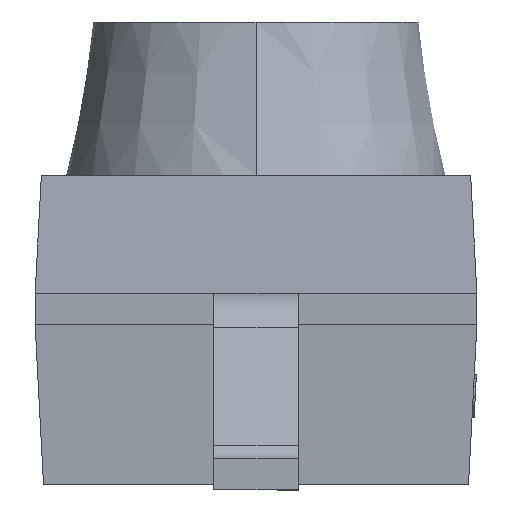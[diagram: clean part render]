
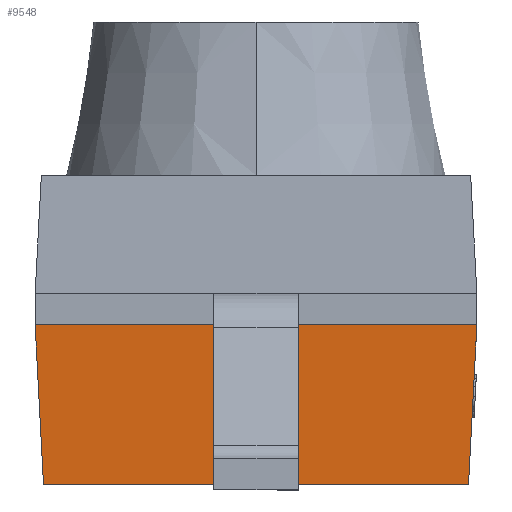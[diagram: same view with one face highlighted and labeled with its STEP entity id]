
A CAD part, left-side view. The second image highlights one B-rep face of the part: STEP entity #9548.
In plain terms, the highlighted planar face has unit normal (-0.999, 0, -0.052).
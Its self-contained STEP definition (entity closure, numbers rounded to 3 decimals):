
#112 = ORIENTED_EDGE ( 'NONE', *, *, #1631, .T. ) ;
#494 = EDGE_CURVE ( 'NONE', #15016, #3691, #2357, .T. ) ;
#666 = CARTESIAN_POINT ( 'NONE',  ( -1.05, 1.05, 0.76 ) ) ;
#765 = CARTESIAN_POINT ( 'NONE',  ( -1.01, 0., 0. ) ) ;
#893 = EDGE_CURVE ( 'NONE', #9385, #1246, #7491, .T. ) ;
#982 = EDGE_CURVE ( 'NONE', #15016, #1246, #10094, .T. ) ;
#1246 = VERTEX_POINT ( 'NONE', #11939 ) ;
#1631 = EDGE_CURVE ( 'NONE', #5159, #3691, #15538, .T. ) ;
#1764 = CARTESIAN_POINT ( 'NONE',  ( -1.05, -0.2, 0.76 ) ) ;
#2099 = DIRECTION ( 'NONE',  ( 0., -1., 0. ) ) ;
#2110 = VECTOR ( 'NONE', #5973, 1000. ) ;
#2357 = LINE ( 'NONE', #6020, #8403 ) ;
#2462 = CARTESIAN_POINT ( 'NONE',  ( -1.05, 1.05, 0.76 ) ) ;
#3013 = EDGE_CURVE ( 'NONE', #5159, #11568, #16455, .T. ) ;
#3691 = VERTEX_POINT ( 'NONE', #10799 ) ;
#3859 = DIRECTION ( 'NONE',  ( -0.052, -0.052, 0.997 ) ) ;
#3947 = CARTESIAN_POINT ( 'NONE',  ( -1.05, -1.05, 0.76 ) ) ;
#5088 = EDGE_LOOP ( 'NONE', ( #13085, #9739, #6878, #7627, #112, #6358 ) ) ;
#5159 = VERTEX_POINT ( 'NONE', #8816 ) ;
#5874 = DIRECTION ( 'NONE',  ( -0.052, 0.052, 0.997 ) ) ;
#5894 = EDGE_CURVE ( 'NONE', #11568, #9385, #9741, .T. ) ;
#5973 = DIRECTION ( 'NONE',  ( 0., 1., 0. ) ) ;
#6020 = CARTESIAN_POINT ( 'NONE',  ( -1.05, 1.05, 0.76 ) ) ;
#6355 = CARTESIAN_POINT ( 'NONE',  ( -1.05, 1.05, 0.76 ) ) ;
#6358 = ORIENTED_EDGE ( 'NONE', *, *, #494, .F. ) ;
#6878 = ORIENTED_EDGE ( 'NONE', *, *, #5894, .F. ) ;
#7491 = LINE ( 'NONE', #2462, #15182 ) ;
#7627 = ORIENTED_EDGE ( 'NONE', *, *, #3013, .F. ) ;
#7636 = VECTOR ( 'NONE', #8817, 1000. ) ;
#8403 = VECTOR ( 'NONE', #2099, 1000. ) ;
#8625 = DIRECTION ( 'NONE',  ( 0.999, 0., 0.052 ) ) ;
#8816 = CARTESIAN_POINT ( 'NONE',  ( -1.01, -1.01, 0. ) ) ;
#8817 = DIRECTION ( 'NONE',  ( 0., 1., 0. ) ) ;
#9385 = VERTEX_POINT ( 'NONE', #14230 ) ;
#9548 = ADVANCED_FACE ( 'NONE', ( #15316 ), #16498, .F. ) ;
#9739 = ORIENTED_EDGE ( 'NONE', *, *, #893, .F. ) ;
#9741 = LINE ( 'NONE', #666, #12511 ) ;
#10094 = LINE ( 'NONE', #16356, #7636 ) ;
#10184 = DIRECTION ( 'NONE',  ( 0., -1., 0. ) ) ;
#10271 = VECTOR ( 'NONE', #3859, 1000. ) ;
#10799 = CARTESIAN_POINT ( 'NONE',  ( -1.05, -1.05, 0.76 ) ) ;
#11568 = VERTEX_POINT ( 'NONE', #13940 ) ;
#11939 = CARTESIAN_POINT ( 'NONE',  ( -1.05, 0.2, 0.76 ) ) ;
#12444 = DIRECTION ( 'NONE',  ( 0., -1., 0. ) ) ;
#12511 = VECTOR ( 'NONE', #5874, 1000. ) ;
#13085 = ORIENTED_EDGE ( 'NONE', *, *, #982, .T. ) ;
#13547 = AXIS2_PLACEMENT_3D ( 'NONE', #6355, #8625, #12444 ) ;
#13940 = CARTESIAN_POINT ( 'NONE',  ( -1.01, 1.01, 0. ) ) ;
#14230 = CARTESIAN_POINT ( 'NONE',  ( -1.05, 1.05, 0.76 ) ) ;
#15016 = VERTEX_POINT ( 'NONE', #1764 ) ;
#15182 = VECTOR ( 'NONE', #10184, 1000. ) ;
#15316 = FACE_OUTER_BOUND ( 'NONE', #5088, .T. ) ;
#15538 = LINE ( 'NONE', #3947, #10271 ) ;
#16356 = CARTESIAN_POINT ( 'NONE',  ( -1.05, 1.05, 0.76 ) ) ;
#16455 = LINE ( 'NONE', #765, #2110 ) ;
#16498 = PLANE ( 'NONE',  #13547 ) ;
